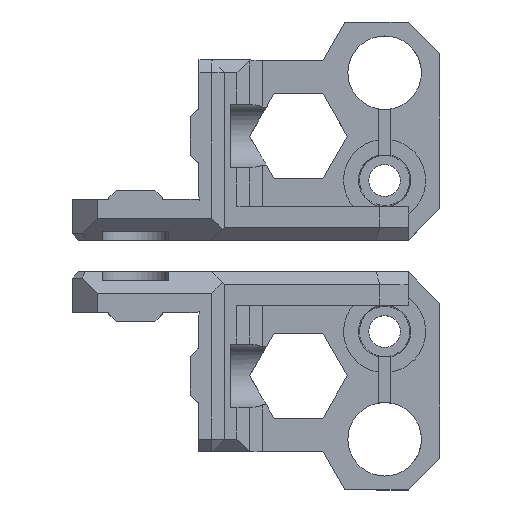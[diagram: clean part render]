
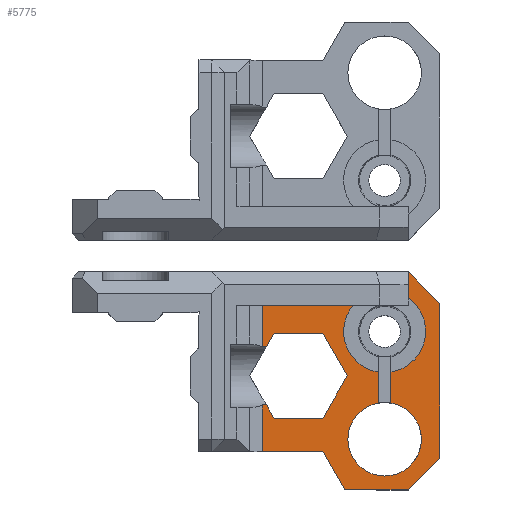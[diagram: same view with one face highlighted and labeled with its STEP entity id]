
A CAD part, top view. The second image highlights one B-rep face of the part: STEP entity #5775.
In plain terms, the highlighted face is planar.
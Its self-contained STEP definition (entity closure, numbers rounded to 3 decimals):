
#102=CIRCLE('',#6199,6.475);
#103=CIRCLE('',#6200,5.8);
#104=CIRCLE('',#6201,5.8);
#105=CIRCLE('',#6202,6.475);
#417=FACE_OUTER_BOUND('',#763,.T.);
#763=EDGE_LOOP('',(#4852,#4853,#4854,#4855,#4856,#4857,#4858,#4859,#4860,
#4861,#4862,#4863,#4864,#4865,#4866,#4867,#4868,#4869,#4870,#4871,#4872,
#4873,#4874,#4875));
#1386=LINE('',#9045,#2118);
#1388=LINE('',#9049,#2120);
#1390=LINE('',#9053,#2122);
#1449=LINE('',#9181,#2181);
#1455=LINE('',#9196,#2187);
#1456=LINE('',#9199,#2188);
#1457=LINE('',#9200,#2189);
#1458=LINE('',#9202,#2190);
#1459=LINE('',#9204,#2191);
#1460=LINE('',#9205,#2192);
#1461=LINE('',#9207,#2193);
#1462=LINE('',#9209,#2194);
#1463=LINE('',#9211,#2195);
#1464=LINE('',#9213,#2196);
#1465=LINE('',#9215,#2197);
#1466=LINE('',#9216,#2198);
#1467=LINE('',#9218,#2199);
#1468=LINE('',#9222,#2200);
#1469=LINE('',#9228,#2201);
#1470=LINE('',#9231,#2202);
#2118=VECTOR('',#7408,10.);
#2120=VECTOR('',#7412,10.);
#2122=VECTOR('',#7416,10.);
#2181=VECTOR('',#7513,10.);
#2187=VECTOR('',#7525,10.);
#2188=VECTOR('',#7528,10.);
#2189=VECTOR('',#7529,10.);
#2190=VECTOR('',#7530,10.);
#2191=VECTOR('',#7531,10.);
#2192=VECTOR('',#7532,10.);
#2193=VECTOR('',#7533,10.);
#2194=VECTOR('',#7534,10.);
#2195=VECTOR('',#7535,10.);
#2196=VECTOR('',#7536,10.);
#2197=VECTOR('',#7537,10.);
#2198=VECTOR('',#7538,10.);
#2199=VECTOR('',#7539,10.);
#2200=VECTOR('',#7542,10.);
#2201=VECTOR('',#7547,10.);
#2202=VECTOR('',#7550,10.);
#2684=VERTEX_POINT('',#9042);
#2685=VERTEX_POINT('',#9044);
#2686=VERTEX_POINT('',#9048);
#2687=VERTEX_POINT('',#9052);
#2703=VERTEX_POINT('',#9090);
#2734=VERTEX_POINT('',#9174);
#2737=VERTEX_POINT('',#9179);
#2741=VERTEX_POINT('',#9190);
#2743=VERTEX_POINT('',#9194);
#2744=VERTEX_POINT('',#9198);
#2745=VERTEX_POINT('',#9201);
#2746=VERTEX_POINT('',#9203);
#2747=VERTEX_POINT('',#9206);
#2748=VERTEX_POINT('',#9208);
#2749=VERTEX_POINT('',#9210);
#2750=VERTEX_POINT('',#9212);
#2751=VERTEX_POINT('',#9214);
#2752=VERTEX_POINT('',#9217);
#2753=VERTEX_POINT('',#9219);
#2754=VERTEX_POINT('',#9221);
#2755=VERTEX_POINT('',#9223);
#2756=VERTEX_POINT('',#9225);
#2757=VERTEX_POINT('',#9227);
#2758=VERTEX_POINT('',#9229);
#3395=EDGE_CURVE('',#2684,#2685,#1386,.T.);
#3397=EDGE_CURVE('',#2685,#2686,#1388,.T.);
#3399=EDGE_CURVE('',#2686,#2687,#1390,.T.);
#3463=EDGE_CURVE('',#2734,#2737,#1449,.T.);
#3470=EDGE_CURVE('',#2741,#2743,#1455,.T.);
#3471=EDGE_CURVE('',#2744,#2737,#1456,.T.);
#3472=EDGE_CURVE('',#2687,#2744,#1457,.T.);
#3473=EDGE_CURVE('',#2745,#2684,#1458,.T.);
#3474=EDGE_CURVE('',#2746,#2745,#1459,.T.);
#3475=EDGE_CURVE('',#2741,#2746,#1460,.T.);
#3476=EDGE_CURVE('',#2743,#2747,#1461,.T.);
#3477=EDGE_CURVE('',#2747,#2748,#1462,.T.);
#3478=EDGE_CURVE('',#2749,#2748,#1463,.T.);
#3479=EDGE_CURVE('',#2749,#2750,#1464,.T.);
#3480=EDGE_CURVE('',#2751,#2750,#1465,.T.);
#3481=EDGE_CURVE('',#2751,#2703,#1466,.T.);
#3482=EDGE_CURVE('',#2752,#2703,#1467,.T.);
#3483=EDGE_CURVE('',#2753,#2752,#102,.T.);
#3484=EDGE_CURVE('',#2754,#2753,#1468,.T.);
#3485=EDGE_CURVE('',#2755,#2754,#103,.T.);
#3486=EDGE_CURVE('',#2756,#2755,#104,.T.);
#3487=EDGE_CURVE('',#2757,#2756,#1469,.T.);
#3488=EDGE_CURVE('',#2758,#2757,#105,.T.);
#3489=EDGE_CURVE('',#2734,#2758,#1470,.T.);
#4852=ORIENTED_EDGE('',*,*,#3463,.T.);
#4853=ORIENTED_EDGE('',*,*,#3471,.F.);
#4854=ORIENTED_EDGE('',*,*,#3472,.F.);
#4855=ORIENTED_EDGE('',*,*,#3399,.F.);
#4856=ORIENTED_EDGE('',*,*,#3397,.F.);
#4857=ORIENTED_EDGE('',*,*,#3395,.F.);
#4858=ORIENTED_EDGE('',*,*,#3473,.F.);
#4859=ORIENTED_EDGE('',*,*,#3474,.F.);
#4860=ORIENTED_EDGE('',*,*,#3475,.F.);
#4861=ORIENTED_EDGE('',*,*,#3470,.T.);
#4862=ORIENTED_EDGE('',*,*,#3476,.T.);
#4863=ORIENTED_EDGE('',*,*,#3477,.T.);
#4864=ORIENTED_EDGE('',*,*,#3478,.F.);
#4865=ORIENTED_EDGE('',*,*,#3479,.T.);
#4866=ORIENTED_EDGE('',*,*,#3480,.F.);
#4867=ORIENTED_EDGE('',*,*,#3481,.T.);
#4868=ORIENTED_EDGE('',*,*,#3482,.F.);
#4869=ORIENTED_EDGE('',*,*,#3483,.F.);
#4870=ORIENTED_EDGE('',*,*,#3484,.F.);
#4871=ORIENTED_EDGE('',*,*,#3485,.F.);
#4872=ORIENTED_EDGE('',*,*,#3486,.F.);
#4873=ORIENTED_EDGE('',*,*,#3487,.F.);
#4874=ORIENTED_EDGE('',*,*,#3488,.F.);
#4875=ORIENTED_EDGE('',*,*,#3489,.F.);
#5452=PLANE('',#6198);
#5775=ADVANCED_FACE('',(#417),#5452,.F.);
#6198=AXIS2_PLACEMENT_3D('',#9197,#7526,#7527);
#6199=AXIS2_PLACEMENT_3D('',#9220,#7540,#7541);
#6200=AXIS2_PLACEMENT_3D('',#9224,#7543,#7544);
#6201=AXIS2_PLACEMENT_3D('',#9226,#7545,#7546);
#6202=AXIS2_PLACEMENT_3D('',#9230,#7548,#7549);
#7408=DIRECTION('',(0.5,-0.866,0.));
#7412=DIRECTION('',(-0.5,-0.866,0.));
#7416=DIRECTION('',(-1.,0.,0.));
#7513=DIRECTION('',(0.,1.,0.));
#7525=DIRECTION('',(0.,1.,0.));
#7526=DIRECTION('center_axis',(0.,0.,1.));
#7527=DIRECTION('ref_axis',(1.,0.,0.));
#7528=DIRECTION('',(-1.,0.,0.));
#7529=DIRECTION('',(-0.5,0.866,0.));
#7530=DIRECTION('',(1.,0.,0.));
#7531=DIRECTION('',(0.5,0.866,0.));
#7532=DIRECTION('',(1.,0.,0.));
#7533=DIRECTION('',(1.,0.,0.));
#7534=DIRECTION('',(0.5,0.866,0.));
#7535=DIRECTION('',(-1.,0.,0.));
#7536=DIRECTION('',(0.707,-0.707,0.));
#7537=DIRECTION('',(0.,1.,0.));
#7538=DIRECTION('',(-0.707,-0.707,0.));
#7539=DIRECTION('',(0.,-1.,0.));
#7540=DIRECTION('center_axis',(0.,0.,-1.));
#7541=DIRECTION('ref_axis',(1.,0.,0.));
#7542=DIRECTION('',(0.,-1.,0.));
#7543=DIRECTION('center_axis',(0.,0.,-1.));
#7544=DIRECTION('ref_axis',(1.,0.,0.));
#7545=DIRECTION('center_axis',(0.,0.,-1.));
#7546=DIRECTION('ref_axis',(1.,0.,0.));
#7547=DIRECTION('',(0.,1.,0.));
#7548=DIRECTION('center_axis',(0.,0.,-1.));
#7549=DIRECTION('ref_axis',(1.,0.,0.));
#7550=DIRECTION('',(1.,0.,0.));
#9042=CARTESIAN_POINT('',(-9.75,13.668,0.));
#9044=CARTESIAN_POINT('',(-5.9,7.,0.));
#9045=CARTESIAN_POINT('',(-5.9,7.,0.));
#9048=CARTESIAN_POINT('',(-9.75,0.332,0.));
#9049=CARTESIAN_POINT('',(-9.75,0.332,0.));
#9052=CARTESIAN_POINT('',(-17.45,0.332,0.));
#9053=CARTESIAN_POINT('',(-17.45,0.332,0.));
#9090=CARTESIAN_POINT('',(3.7,-9.425,0.));
#9174=CARTESIAN_POINT('',(-19.3,-4.125,0.));
#9179=CARTESIAN_POINT('',(-19.3,2.417,0.));
#9181=CARTESIAN_POINT('',(-19.3,1.831,0.));
#9190=CARTESIAN_POINT('',(-19.3,11.583,0.));
#9194=CARTESIAN_POINT('',(-19.3,19.,0.));
#9196=CARTESIAN_POINT('',(-19.3,1.831,0.));
#9197=CARTESIAN_POINT('Origin',(-20.3,7.788,0.));
#9198=CARTESIAN_POINT('',(-18.654,2.417,0.));
#9199=CARTESIAN_POINT('',(-21.3,2.417,0.));
#9200=CARTESIAN_POINT('',(-21.3,7.,0.));
#9201=CARTESIAN_POINT('',(-17.45,13.668,0.));
#9202=CARTESIAN_POINT('',(-9.75,13.668,0.));
#9203=CARTESIAN_POINT('',(-18.654,11.583,0.));
#9204=CARTESIAN_POINT('',(-17.45,13.668,0.));
#9205=CARTESIAN_POINT('',(-21.3,11.583,0.));
#9206=CARTESIAN_POINT('',(-9.75,19.,0.));
#9207=CARTESIAN_POINT('',(-29.3,19.,0.));
#9208=CARTESIAN_POINT('',(-6.286,25.,0.));
#9209=CARTESIAN_POINT('',(-9.75,19.,0.));
#9210=CARTESIAN_POINT('',(3.7,25.,0.));
#9211=CARTESIAN_POINT('',(8.7,25.,0.));
#9212=CARTESIAN_POINT('',(8.7,20.,0.));
#9213=CARTESIAN_POINT('',(3.253,25.447,0.));
#9214=CARTESIAN_POINT('',(8.7,-4.425,0.));
#9215=CARTESIAN_POINT('',(8.7,-9.425,0.));
#9216=CARTESIAN_POINT('',(3.253,-9.872,0.));
#9217=CARTESIAN_POINT('',(3.7,-5.314,0.));
#9218=CARTESIAN_POINT('',(3.7,-0.819,0.));
#9219=CARTESIAN_POINT('',(1.,6.397,0.));
#9220=CARTESIAN_POINT('Origin',(0.,0.,0.));
#9221=CARTESIAN_POINT('',(1.,11.287,0.));
#9222=CARTESIAN_POINT('',(1.,11.287,0.));
#9223=CARTESIAN_POINT('',(-5.8,17.,0.));
#9224=CARTESIAN_POINT('Origin',(0.,17.,0.));
#9225=CARTESIAN_POINT('',(-1.,11.287,0.));
#9226=CARTESIAN_POINT('Origin',(0.,17.,0.));
#9227=CARTESIAN_POINT('',(-1.,6.397,0.));
#9228=CARTESIAN_POINT('',(-1.,3.847,0.));
#9229=CARTESIAN_POINT('',(-4.991,-4.125,0.));
#9230=CARTESIAN_POINT('Origin',(0.,0.,0.));
#9231=CARTESIAN_POINT('',(-8.3,-4.125,0.));
